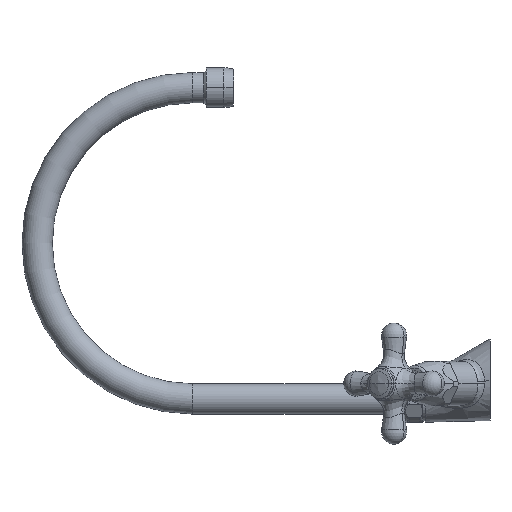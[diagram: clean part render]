
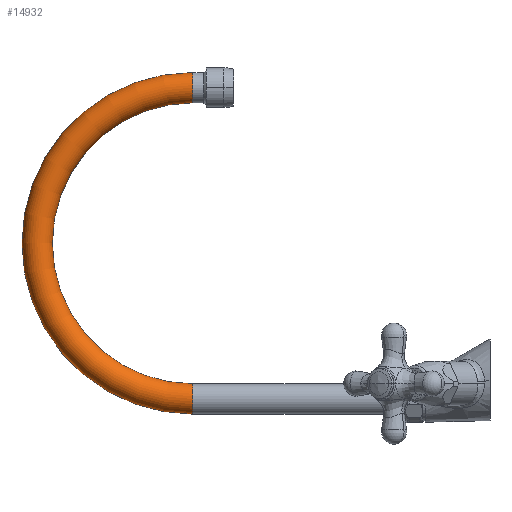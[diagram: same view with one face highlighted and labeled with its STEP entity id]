
A CAD part, left-side view. The second image highlights one B-rep face of the part: STEP entity #14932.
In plain terms, the highlighted toroidal (fillet/blend) face has major radius 92.5 mm and minor radius 9 mm.
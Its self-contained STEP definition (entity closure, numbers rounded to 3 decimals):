
#4296=CARTESIAN_POINT('',(0.,176.6,-11.4));
#4297=DIRECTION('',(0.,1.,0.));
#4298=DIRECTION('',(0.,0.,-1.));
#4299=AXIS2_PLACEMENT_3D('',#4296,#4297,#4298);
#4301=CARTESIAN_POINT('',(0.,176.6,81.1));
#4302=DIRECTION('',(1.,0.,0.));
#4303=DIRECTION('',(0.,0.,-1.));
#4304=AXIS2_PLACEMENT_3D('',#4301,#4302,#4303);
#4311=CARTESIAN_POINT('',(0.,176.6,81.1));
#4312=DIRECTION('',(1.,0.,0.));
#4313=DIRECTION('',(0.,0.,-1.));
#4314=AXIS2_PLACEMENT_3D('',#4311,#4312,#4313);
#4345=CARTESIAN_POINT('',(0.,176.6,173.6));
#4346=DIRECTION('',(0.,-1.,0.));
#4347=DIRECTION('',(0.,0.,1.));
#4348=AXIS2_PLACEMENT_3D('',#4345,#4346,#4347);
#8215=CARTESIAN_POINT('',(0.,176.6,-2.4));
#8216=CARTESIAN_POINT('',(0.,176.6,-20.4));
#8217=VERTEX_POINT('',#8215);
#8218=VERTEX_POINT('',#8216);
#8219=CARTESIAN_POINT('',(0.,176.6,164.6));
#8220=CARTESIAN_POINT('',(0.,176.6,182.6));
#8221=VERTEX_POINT('',#8219);
#8222=VERTEX_POINT('',#8220);
#14918=CARTESIAN_POINT('',(0.,176.6,81.1));
#14919=DIRECTION('',(1.,0.,0.));
#14920=DIRECTION('',(0.,0.,1.));
#14921=AXIS2_PLACEMENT_3D('',#14918,#14919,#14920);
#14922=TOROIDAL_SURFACE('',#14921,92.5,9.);
#14923=ORIENTED_EDGE('',*,*,#14905,.F.);
#14925=ORIENTED_EDGE('',*,*,#14924,.T.);
#14927=ORIENTED_EDGE('',*,*,#14926,.T.);
#14929=ORIENTED_EDGE('',*,*,#14928,.F.);
#14930=EDGE_LOOP('',(#14923,#14925,#14927,#14929));
#14931=FACE_OUTER_BOUND('',#14930,.F.);
#14932=ADVANCED_FACE('',(#14931),#14922,.T.);
#4300=CIRCLE('',#4299,9.);
#4305=CIRCLE('',#4304,101.5);
#4315=CIRCLE('',#4314,83.5);
#4349=CIRCLE('',#4348,9.);
#14905=EDGE_CURVE('',#8218,#8217,#4300,.T.);
#14924=EDGE_CURVE('',#8218,#8222,#4305,.T.);
#14926=EDGE_CURVE('',#8222,#8221,#4349,.T.);
#14928=EDGE_CURVE('',#8217,#8221,#4315,.T.);
